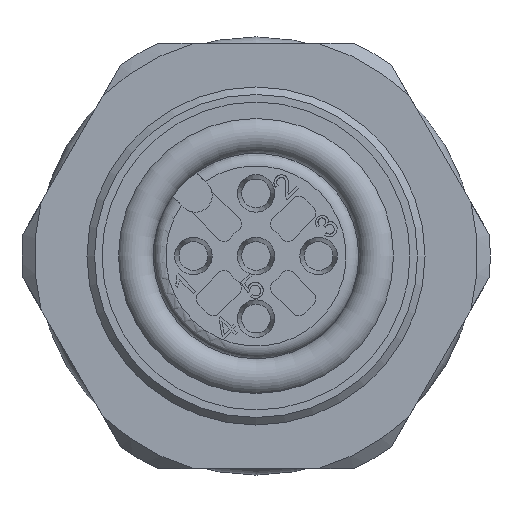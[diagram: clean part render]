
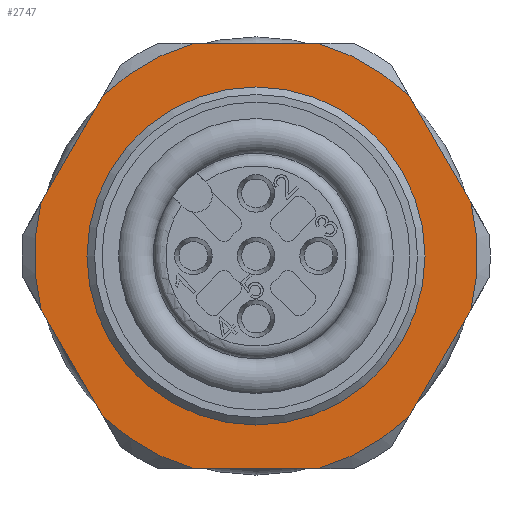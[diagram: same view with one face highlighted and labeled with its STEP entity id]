
A CAD part, left-side view. The second image highlights one B-rep face of the part: STEP entity #2747.
In plain terms, the highlighted planar face has unit normal (-1, 0, 0).
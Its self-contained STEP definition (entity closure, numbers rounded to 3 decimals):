
#508=LINE('',#4741,#661);
#509=LINE('',#4742,#662);
#510=LINE('',#4743,#663);
#511=LINE('',#4744,#664);
#512=LINE('',#4745,#665);
#513=LINE('',#4749,#666);
#661=VECTOR('',#3867,1.);
#662=VECTOR('',#3868,1.);
#663=VECTOR('',#3869,1.);
#664=VECTOR('',#3870,1.);
#665=VECTOR('',#3871,1.);
#666=VECTOR('',#3874,1.);
#832=PLANE('',#3470);
#956=EDGE_LOOP('',(#1300,#1301,#1302,#1303,#1304,#1305,#1306,#1307,#1308,
#1309,#1310,#1311));
#957=EDGE_LOOP('',(#1312));
#1300=ORIENTED_EDGE('',*,*,#2142,.F.);
#1301=ORIENTED_EDGE('',*,*,#2182,.T.);
#1302=ORIENTED_EDGE('',*,*,#2144,.F.);
#1303=ORIENTED_EDGE('',*,*,#2183,.T.);
#1304=ORIENTED_EDGE('',*,*,#2148,.F.);
#1305=ORIENTED_EDGE('',*,*,#2184,.T.);
#1306=ORIENTED_EDGE('',*,*,#2152,.F.);
#1307=ORIENTED_EDGE('',*,*,#2185,.T.);
#1308=ORIENTED_EDGE('',*,*,#2156,.F.);
#1309=ORIENTED_EDGE('',*,*,#2186,.T.);
#1310=ORIENTED_EDGE('',*,*,#2187,.F.);
#1311=ORIENTED_EDGE('',*,*,#2188,.T.);
#1312=ORIENTED_EDGE('',*,*,#2181,.T.);
#2142=EDGE_CURVE('',#3107,#3108,#2573,.T.);
#2144=EDGE_CURVE('',#3109,#3110,#2574,.T.);
#2148=EDGE_CURVE('',#3113,#3114,#2576,.T.);
#2152=EDGE_CURVE('',#3117,#3118,#2578,.T.);
#2156=EDGE_CURVE('',#3121,#3122,#2580,.T.);
#2181=EDGE_CURVE('',#3142,#3142,#2593,.T.);
#2182=EDGE_CURVE('',#3107,#3110,#508,.T.);
#2183=EDGE_CURVE('',#3109,#3114,#509,.T.);
#2184=EDGE_CURVE('',#3113,#3118,#510,.T.);
#2185=EDGE_CURVE('',#3117,#3122,#511,.T.);
#2186=EDGE_CURVE('',#3121,#3143,#512,.T.);
#2187=EDGE_CURVE('',#3144,#3143,#2594,.T.);
#2188=EDGE_CURVE('',#3144,#3108,#513,.T.);
#2573=CIRCLE('',#3432,8.85);
#2574=CIRCLE('',#3434,8.85);
#2576=CIRCLE('',#3437,8.85);
#2578=CIRCLE('',#3440,8.85);
#2580=CIRCLE('',#3443,8.85);
#2593=CIRCLE('',#3467,6.75);
#2594=CIRCLE('',#3469,8.85);
#2747=ADVANCED_FACE('',(#2956,#2957),#832,.F.);
#2956=FACE_BOUND('',#956,.T.);
#2957=FACE_BOUND('',#957,.T.);
#3107=VERTEX_POINT('',#4622);
#3108=VERTEX_POINT('',#4624);
#3109=VERTEX_POINT('',#4631);
#3110=VERTEX_POINT('',#4632);
#3113=VERTEX_POINT('',#4646);
#3114=VERTEX_POINT('',#4647);
#3117=VERTEX_POINT('',#4661);
#3118=VERTEX_POINT('',#4662);
#3121=VERTEX_POINT('',#4676);
#3122=VERTEX_POINT('',#4677);
#3142=VERTEX_POINT('',#4739);
#3143=VERTEX_POINT('',#4746);
#3144=VERTEX_POINT('',#4748);
#3432=AXIS2_PLACEMENT_3D('',#4623,#3783,#3784);
#3434=AXIS2_PLACEMENT_3D('',#4630,#3787,#3788);
#3437=AXIS2_PLACEMENT_3D('',#4645,#3793,#3794);
#3440=AXIS2_PLACEMENT_3D('',#4660,#3799,#3800);
#3443=AXIS2_PLACEMENT_3D('',#4675,#3805,#3806);
#3467=AXIS2_PLACEMENT_3D('',#4738,#3863,#3864);
#3469=AXIS2_PLACEMENT_3D('',#4747,#3872,#3873);
#3470=AXIS2_PLACEMENT_3D('',#4750,#3875,#3876);
#3783=DIRECTION('',(1.,0.,0.));
#3784=DIRECTION('',(0.,-1.,0.));
#3787=DIRECTION('',(1.,0.,0.));
#3788=DIRECTION('',(0.,-1.,0.));
#3793=DIRECTION('',(1.,0.,0.));
#3794=DIRECTION('',(0.,-1.,0.));
#3799=DIRECTION('',(1.,0.,0.));
#3800=DIRECTION('',(0.,-1.,0.));
#3805=DIRECTION('',(1.,0.,0.));
#3806=DIRECTION('',(0.,-1.,0.));
#3863=DIRECTION('',(1.,0.,0.));
#3864=DIRECTION('',(0.,-1.,0.));
#3867=DIRECTION('',(0.,0.5,-0.866));
#3868=DIRECTION('',(0.,-0.5,-0.866));
#3869=DIRECTION('',(0.,-1.,0.));
#3870=DIRECTION('',(0.,-0.5,0.866));
#3871=DIRECTION('',(0.,0.5,0.866));
#3872=DIRECTION('',(1.,0.,0.));
#3873=DIRECTION('',(0.,-1.,0.));
#3874=DIRECTION('',(0.,1.,0.));
#3875=DIRECTION('',(1.,0.,0.));
#3876=DIRECTION('',(0.,-1.,0.));
#4622=CARTESIAN_POINT('',(10.5,6.129,6.384));
#4623=CARTESIAN_POINT('',(10.5,0.,0.));
#4624=CARTESIAN_POINT('',(10.5,2.464,8.5));
#4630=CARTESIAN_POINT('',(10.5,0.,0.));
#4631=CARTESIAN_POINT('',(10.5,8.593,-2.116));
#4632=CARTESIAN_POINT('',(10.5,8.593,2.116));
#4645=CARTESIAN_POINT('',(10.5,0.,0.));
#4646=CARTESIAN_POINT('',(10.5,2.464,-8.5));
#4647=CARTESIAN_POINT('',(10.5,6.129,-6.384));
#4660=CARTESIAN_POINT('',(10.5,0.,0.));
#4661=CARTESIAN_POINT('',(10.5,-6.129,-6.384));
#4662=CARTESIAN_POINT('',(10.5,-2.464,-8.5));
#4675=CARTESIAN_POINT('',(10.5,0.,0.));
#4676=CARTESIAN_POINT('',(10.5,-8.593,2.116));
#4677=CARTESIAN_POINT('',(10.5,-8.593,-2.116));
#4738=CARTESIAN_POINT('',(10.5,0.,0.));
#4739=CARTESIAN_POINT('',(10.5,-6.75,0.));
#4741=CARTESIAN_POINT('',(10.5,10.284,-0.812));
#4742=CARTESIAN_POINT('',(10.5,4.438,-9.313));
#4743=CARTESIAN_POINT('',(10.5,0.,-8.5));
#4744=CARTESIAN_POINT('',(10.5,-4.438,-9.313));
#4745=CARTESIAN_POINT('',(10.5,-10.284,-0.813));
#4746=CARTESIAN_POINT('',(10.5,-6.129,6.384));
#4747=CARTESIAN_POINT('',(10.5,0.,0.));
#4748=CARTESIAN_POINT('',(10.5,-2.464,8.5));
#4749=CARTESIAN_POINT('',(10.5,0.,8.5));
#4750=CARTESIAN_POINT('',(10.5,0.,-6.75));
